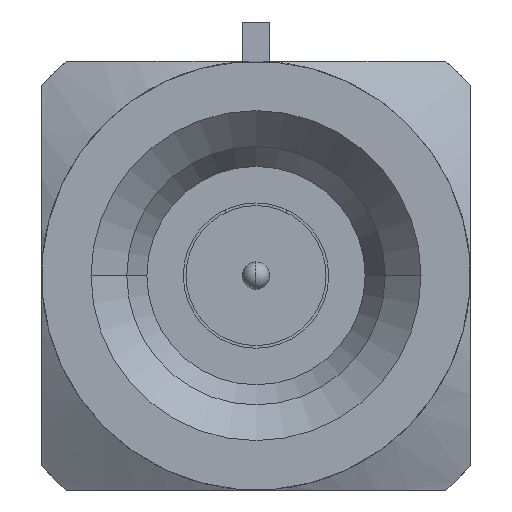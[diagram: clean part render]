
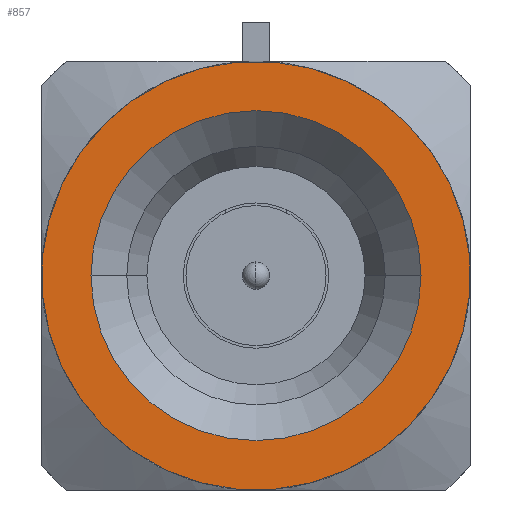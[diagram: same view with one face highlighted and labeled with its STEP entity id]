
A CAD part, left-side view. The second image highlights one B-rep face of the part: STEP entity #857.
In plain terms, the highlighted planar face has unit normal (-1, 0, 0).
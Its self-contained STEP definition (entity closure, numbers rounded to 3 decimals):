
#1=CARTESIAN_POINT('',(0.,0.,0.));
#2=DIRECTION('',(-1.,0.,0.));
#3=DIRECTION('',(0.,0.707,-0.707));
#4=AXIS2_PLACEMENT_3D('',#1,#2,#3);
#6=CARTESIAN_POINT('',(0.,0.,0.));
#7=DIRECTION('',(-1.,0.,0.));
#8=DIRECTION('',(0.,-0.707,0.707));
#9=AXIS2_PLACEMENT_3D('',#6,#7,#8);
#660=CARTESIAN_POINT('',(0.,0.,0.));
#661=DIRECTION('',(-1.,0.,0.));
#662=DIRECTION('',(0.,-1.,0.));
#663=AXIS2_PLACEMENT_3D('',#660,#661,#662);
#678=CARTESIAN_POINT('',(0.,0.,0.));
#679=DIRECTION('',(-1.,0.,0.));
#680=DIRECTION('',(0.,1.,0.));
#681=AXIS2_PLACEMENT_3D('',#678,#679,#680);
#693=CARTESIAN_POINT('',(0.,2.118,-2.118));
#694=CARTESIAN_POINT('',(0.,-2.118,2.118));
#695=VERTEX_POINT('',#693);
#696=VERTEX_POINT('',#694);
#816=CARTESIAN_POINT('',(0.,2.305,0.));
#817=CARTESIAN_POINT('',(0.,-2.305,0.));
#818=VERTEX_POINT('',#816);
#819=VERTEX_POINT('',#817);
#840=CARTESIAN_POINT('',(0.,0.,0.));
#841=DIRECTION('',(1.,0.,0.));
#842=DIRECTION('',(0.,0.,-1.));
#843=AXIS2_PLACEMENT_3D('',#840,#841,#842);
#844=PLANE('',#843);
#846=ORIENTED_EDGE('',*,*,#845,.F.);
#848=ORIENTED_EDGE('',*,*,#847,.F.);
#849=EDGE_LOOP('',(#846,#848));
#850=FACE_OUTER_BOUND('',#849,.F.);
#852=ORIENTED_EDGE('',*,*,#851,.T.);
#854=ORIENTED_EDGE('',*,*,#853,.T.);
#855=EDGE_LOOP('',(#852,#854));
#856=FACE_BOUND('',#855,.F.);
#5=CIRCLE('',#4,2.995);
#10=CIRCLE('',#9,2.995);
#664=CIRCLE('',#663,2.305);
#682=CIRCLE('',#681,2.305);
#845=EDGE_CURVE('',#695,#696,#5,.T.);
#847=EDGE_CURVE('',#696,#695,#10,.T.);
#851=EDGE_CURVE('',#818,#819,#682,.T.);
#853=EDGE_CURVE('',#819,#818,#664,.T.);
#857=ADVANCED_FACE('',(#850,#856),#844,.F.);
